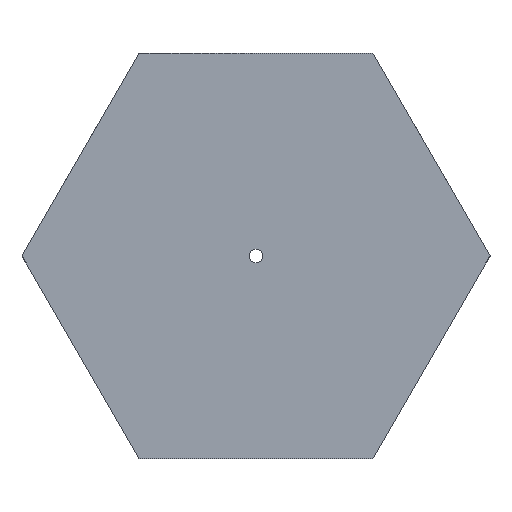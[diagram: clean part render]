
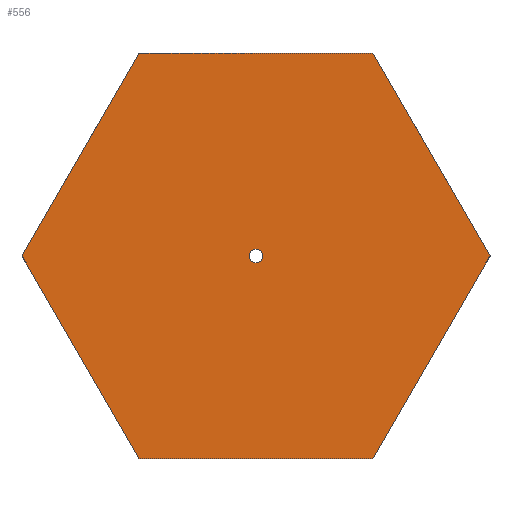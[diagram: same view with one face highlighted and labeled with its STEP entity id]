
A CAD part, top view. The second image highlights one B-rep face of the part: STEP entity #556.
In plain terms, the highlighted planar face has unit normal (0, 0, 1).
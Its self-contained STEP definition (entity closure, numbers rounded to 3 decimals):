
#12 = CARTESIAN_POINT ( 'NONE',  ( 86.603, 0., 5. ) ) ;
#17 = VERTEX_POINT ( 'NONE', #470 ) ;
#22 = FACE_OUTER_BOUND ( 'NONE', #133, .T. ) ;
#26 = CARTESIAN_POINT ( 'NONE',  ( 86.603, 0., 5. ) ) ;
#28 = CARTESIAN_POINT ( 'NONE',  ( -43.301, -75., 5. ) ) ;
#41 = CARTESIAN_POINT ( 'NONE',  ( -43.301, 75., 5. ) ) ;
#44 = LINE ( 'NONE', #28, #635 ) ;
#49 = CARTESIAN_POINT ( 'NONE',  ( -2.5, 0., 5. ) ) ;
#55 = EDGE_CURVE ( 'NONE', #647, #527, #286, .T. ) ;
#66 = AXIS2_PLACEMENT_3D ( 'NONE', #230, #749, #159 ) ;
#77 = ORIENTED_EDGE ( 'NONE', *, *, #309, .T. ) ;
#80 = EDGE_CURVE ( 'NONE', #17, #621, #425, .T. ) ;
#92 = AXIS2_PLACEMENT_3D ( 'NONE', #629, #293, #563 ) ;
#106 = DIRECTION ( 'NONE',  ( -0.5, -0.866, 0. ) ) ;
#114 = CARTESIAN_POINT ( 'NONE',  ( -86.603, 0., 5. ) ) ;
#115 = ORIENTED_EDGE ( 'NONE', *, *, #492, .F. ) ;
#133 = EDGE_LOOP ( 'NONE', ( #847, #800, #472, #449, #77, #142 ) ) ;
#142 = ORIENTED_EDGE ( 'NONE', *, *, #320, .T. ) ;
#144 = CARTESIAN_POINT ( 'NONE',  ( -43.301, 75., 5. ) ) ;
#158 = CARTESIAN_POINT ( 'NONE',  ( -43.301, -75., 5. ) ) ;
#159 = DIRECTION ( 'NONE',  ( 1., 0., 0. ) ) ;
#176 = FACE_BOUND ( 'NONE', #325, .T. ) ;
#184 = CIRCLE ( 'NONE', #329, 2.5 ) ;
#192 = DIRECTION ( 'NONE',  ( 1., 0., 0. ) ) ;
#230 = CARTESIAN_POINT ( 'NONE',  ( 0., 0., 5. ) ) ;
#251 = LINE ( 'NONE', #114, #648 ) ;
#286 = LINE ( 'NONE', #144, #410 ) ;
#293 = DIRECTION ( 'NONE',  ( 0., 0., 1. ) ) ;
#309 = EDGE_CURVE ( 'NONE', #527, #662, #251, .T. ) ;
#312 = DIRECTION ( 'NONE',  ( 1., 0., 0. ) ) ;
#320 = EDGE_CURVE ( 'NONE', #662, #17, #44, .T. ) ;
#325 = EDGE_LOOP ( 'NONE', ( #115, #759 ) ) ;
#329 = AXIS2_PLACEMENT_3D ( 'NONE', #532, #780, #192 ) ;
#331 = VERTEX_POINT ( 'NONE', #49 ) ;
#386 = VERTEX_POINT ( 'NONE', #458 ) ;
#410 = VECTOR ( 'NONE', #106, 1000. ) ;
#417 = LINE ( 'NONE', #684, #543 ) ;
#425 = LINE ( 'NONE', #761, #452 ) ;
#433 = DIRECTION ( 'NONE',  ( 0.5, -0.866, 0. ) ) ;
#445 = PLANE ( 'NONE',  #92 ) ;
#449 = ORIENTED_EDGE ( 'NONE', *, *, #55, .T. ) ;
#452 = VECTOR ( 'NONE', #688, 1000. ) ;
#458 = CARTESIAN_POINT ( 'NONE',  ( 43.301, 75., 5. ) ) ;
#470 = CARTESIAN_POINT ( 'NONE',  ( 43.301, -75., 5. ) ) ;
#472 = ORIENTED_EDGE ( 'NONE', *, *, #743, .T. ) ;
#492 = EDGE_CURVE ( 'NONE', #840, #331, #623, .T. ) ;
#493 = DIRECTION ( 'NONE',  ( -1., 0., 0. ) ) ;
#527 = VERTEX_POINT ( 'NONE', #821 ) ;
#532 = CARTESIAN_POINT ( 'NONE',  ( 0., 0., 5. ) ) ;
#543 = VECTOR ( 'NONE', #493, 1000. ) ;
#556 = ADVANCED_FACE ( 'NONE', ( #176, #22 ), #445, .T. ) ;
#563 = DIRECTION ( 'NONE',  ( 1., 0., 0. ) ) ;
#621 = VERTEX_POINT ( 'NONE', #26 ) ;
#623 = CIRCLE ( 'NONE', #66, 2.5 ) ;
#629 = CARTESIAN_POINT ( 'NONE',  ( 0., 0., 5. ) ) ;
#635 = VECTOR ( 'NONE', #312, 1000. ) ;
#638 = CARTESIAN_POINT ( 'NONE',  ( 2.5, 0., 5. ) ) ;
#647 = VERTEX_POINT ( 'NONE', #41 ) ;
#648 = VECTOR ( 'NONE', #433, 1000. ) ;
#662 = VERTEX_POINT ( 'NONE', #158 ) ;
#684 = CARTESIAN_POINT ( 'NONE',  ( 43.301, 75., 5. ) ) ;
#688 = DIRECTION ( 'NONE',  ( 0.5, 0.866, 0. ) ) ;
#690 = EDGE_CURVE ( 'NONE', #331, #840, #184, .T. ) ;
#706 = EDGE_CURVE ( 'NONE', #621, #386, #734, .T. ) ;
#731 = DIRECTION ( 'NONE',  ( -0.5, 0.866, 0. ) ) ;
#734 = LINE ( 'NONE', #12, #773 ) ;
#743 = EDGE_CURVE ( 'NONE', #386, #647, #417, .T. ) ;
#749 = DIRECTION ( 'NONE',  ( 0., 0., 1. ) ) ;
#759 = ORIENTED_EDGE ( 'NONE', *, *, #690, .F. ) ;
#761 = CARTESIAN_POINT ( 'NONE',  ( 43.301, -75., 5. ) ) ;
#773 = VECTOR ( 'NONE', #731, 1000. ) ;
#780 = DIRECTION ( 'NONE',  ( 0., 0., 1. ) ) ;
#800 = ORIENTED_EDGE ( 'NONE', *, *, #706, .T. ) ;
#821 = CARTESIAN_POINT ( 'NONE',  ( -86.603, 0., 5. ) ) ;
#840 = VERTEX_POINT ( 'NONE', #638 ) ;
#847 = ORIENTED_EDGE ( 'NONE', *, *, #80, .T. ) ;
